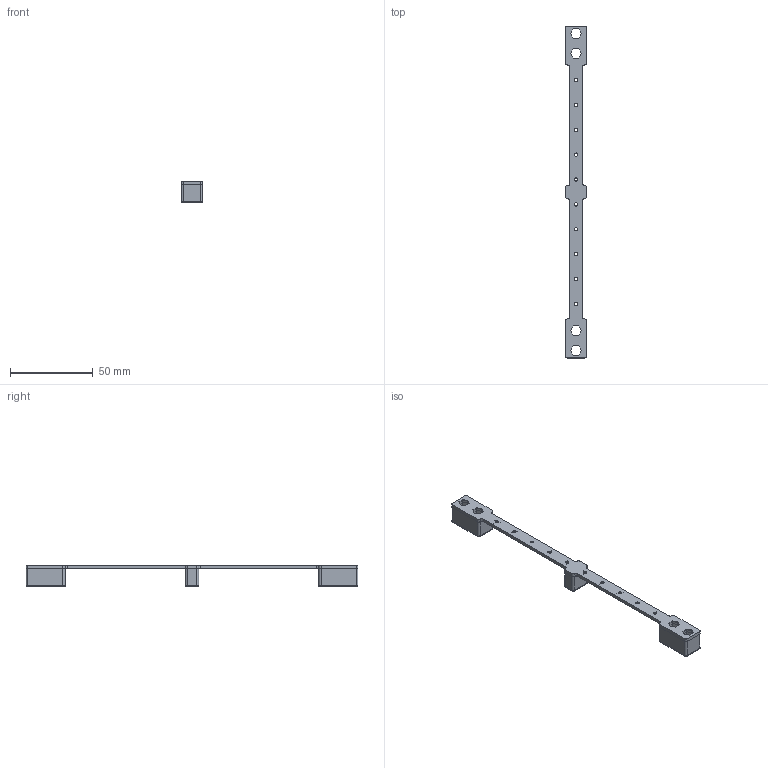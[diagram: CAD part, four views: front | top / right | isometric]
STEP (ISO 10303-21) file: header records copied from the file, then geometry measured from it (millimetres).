
FILE_DESCRIPTION(('FreeCAD Model'),'2;1');
FILE_NAME('Open CASCADE Shape Model','2022-10-17T11:55:08',(''),(''), 'Open CASCADE STEP processor 7.5','FreeCAD','Unknown');
FILE_SCHEMA(('AUTOMOTIVE_DESIGN { 1 0 10303 214 1 1 1 1 }'));
Length unit declared in the file: millimetre
Products named in the file (1): nut_holder
Bounding box: 12.8 x 200 x 12.8 mm (x, y, z)
Volume: 9537.5 mm3; surface area: 7465.2 mm2
Topology: 1 solids, 1 shells, 289 faces, 691 edges, 414 vertices
Faces by surface type: plane 236, cylinder 53
Full cylindrical faces by diameter (mm): 2 x10
Entity records: 17300 total; most frequent: CARTESIAN_POINT 3065, DIRECTION 2695, LINE 1909, VECTOR 1909, ORIENTED_EDGE 1382, PCURVE 1382, DEFINITIONAL_REPRESENTATION 1382, EDGE_CURVE 691
